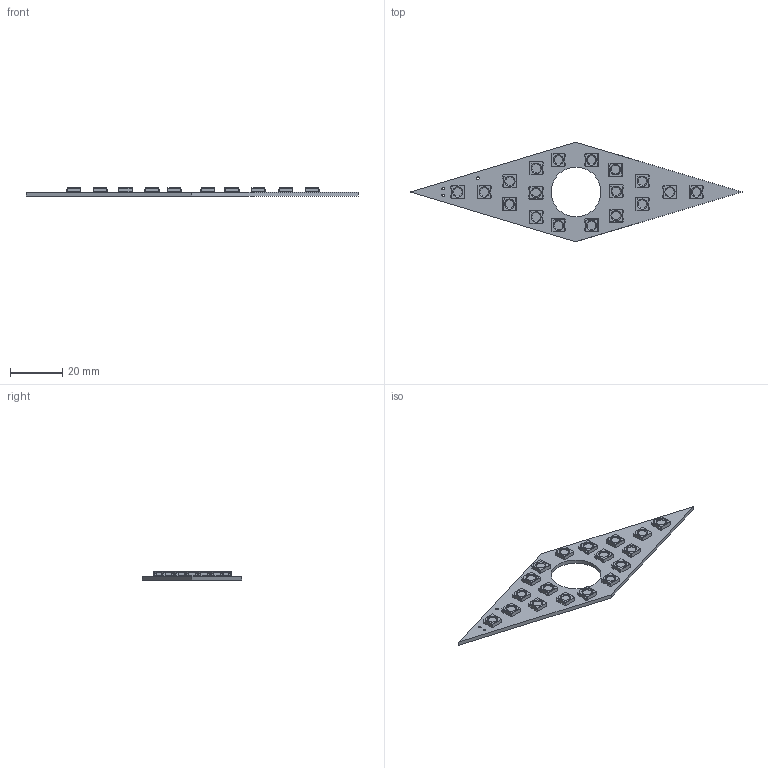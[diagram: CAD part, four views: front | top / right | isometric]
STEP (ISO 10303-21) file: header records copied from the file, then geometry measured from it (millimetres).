
FILE_DESCRIPTION(('KiCad electronic assembly'),'2;1');
FILE_NAME('SheRa Sword LEDs.step','2025-08-12T14:19:43',('Pcbnew'),( 'Kicad'),'Open CASCADE STEP processor 7.8','KiCad to STEP converter' ,'Unknown');
FILE_SCHEMA(('AUTOMOTIVE_DESIGN { 1 0 10303 214 1 1 1 1 }'));
Length unit declared in the file: millimetre
Products named in the file (3): SheRa Sword LEDs 1; LED_WS2812B_PLCC4_5.0x5.0mm_P3.2mm; SheRa Sword LEDs_PCB
Assembly tree (19 placements, depth 2):
  SheRa Sword LEDs 1
    LED_WS2812B_PLCC4_5.0x5.0mm_P3.2mm  x18
    SheRa Sword LEDs_PCB
Bounding box: 127 x 38.1 x 3.19 mm (x, y, z)
Volume: 3835.4 mm3; surface area: 6411.4 mm2
Topology: 19 solids, 19 shells, 1234 faces, 3642 edges, 2392 vertices
Faces by surface type: plane 816, cylinder 400, cone 18
Full cylindrical faces by diameter (mm): 1 x3, 3.333 x18, 19.05 x1
Entity records: 3250 total; most frequent: CARTESIAN_POINT 471, DIRECTION 469, ORIENTED_EDGE 450, EDGE_CURVE 225, LINE 177, VECTOR 177, VERTEX_POINT 148, AXIS2_PLACEMENT_3D 146
